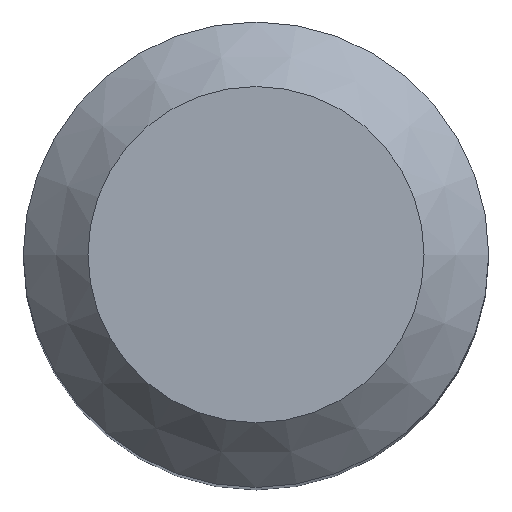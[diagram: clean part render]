
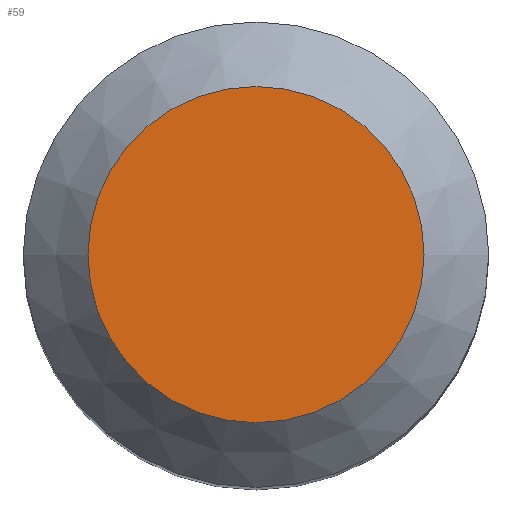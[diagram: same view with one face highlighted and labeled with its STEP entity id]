
A CAD part, top view. The second image highlights one B-rep face of the part: STEP entity #59.
In plain terms, the highlighted planar face has unit normal (0, 0, 1).
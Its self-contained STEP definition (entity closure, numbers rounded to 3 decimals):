
#45=PLANE('',#219);
#48=FACE_OUTER_BOUND('',#102,.T.);
#59=ADVANCED_FACE('',(#48),#45,.T.);
#102=EDGE_LOOP('',(#124));
#124=ORIENTED_EDGE('',*,*,#155,.F.);
#143=VERTEX_POINT('',#329);
#155=EDGE_CURVE('',#143,#143,#166,.T.);
#166=CIRCLE('',#218,5.055);
#218=AXIS2_PLACEMENT_3D('',#328,#259,#260);
#219=AXIS2_PLACEMENT_3D('',#330,#261,#262);
#259=DIRECTION('',(0.,0.,-1.));
#260=DIRECTION('',(1.,0.,0.));
#261=DIRECTION('',(0.,0.,1.));
#262=DIRECTION('',(-1.,0.,0.));
#328=CARTESIAN_POINT('',(0.,0.,0.));
#329=CARTESIAN_POINT('',(5.055,0.,0.));
#330=CARTESIAN_POINT('',(5.055,0.,0.));
